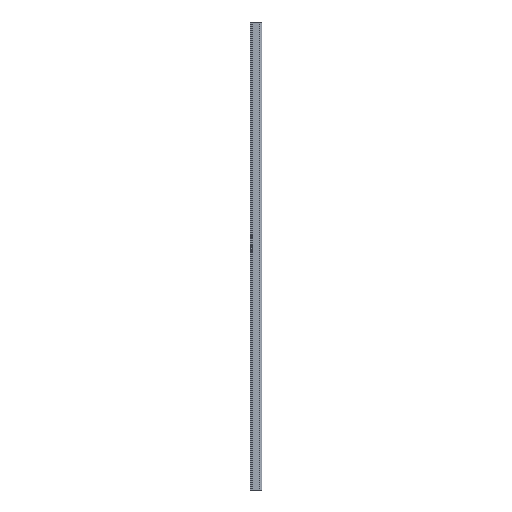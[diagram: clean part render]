
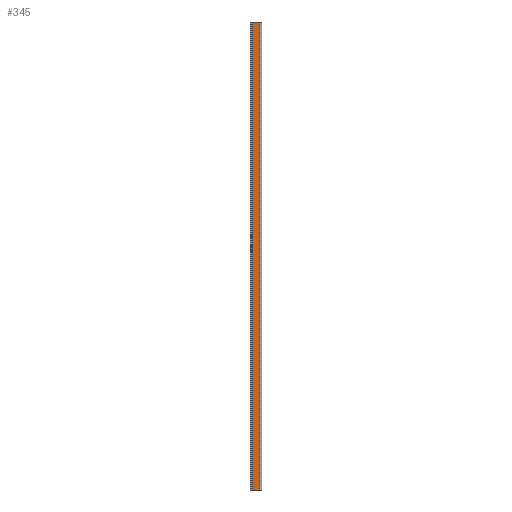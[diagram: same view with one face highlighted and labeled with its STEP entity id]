
A CAD part, front view. The second image highlights one B-rep face of the part: STEP entity #345.
In plain terms, the highlighted planar face has unit normal (0, -1, 0).
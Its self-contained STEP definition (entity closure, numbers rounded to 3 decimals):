
#8 = VECTOR ( 'NONE', #2060, 1000. ) ;
#78 = ORIENTED_EDGE ( 'NONE', *, *, #1067, .F. ) ;
#89 = VERTEX_POINT ( 'NONE', #2324 ) ;
#203 = DIRECTION ( 'NONE',  ( 1., 0., 0. ) ) ;
#283 = VECTOR ( 'NONE', #930, 1000. ) ;
#345 = ADVANCED_FACE ( 'NONE', ( #1923 ), #2255, .F. ) ;
#397 = CARTESIAN_POINT ( 'NONE',  ( 0., -13.5, 300.038 ) ) ;
#452 = EDGE_CURVE ( 'NONE', #959, #1616, #1214, .T. ) ;
#692 = DIRECTION ( 'NONE',  ( -1., 0., 0. ) ) ;
#919 = LINE ( 'NONE', #397, #2291 ) ;
#930 = DIRECTION ( 'NONE',  ( 1., 0., 0. ) ) ;
#959 = VERTEX_POINT ( 'NONE', #1006 ) ;
#1006 = CARTESIAN_POINT ( 'NONE',  ( -6.25, -13.5, 0. ) ) ;
#1062 = DIRECTION ( 'NONE',  ( 0., 0., 1. ) ) ;
#1064 = VERTEX_POINT ( 'NONE', #2134 ) ;
#1067 = EDGE_CURVE ( 'NONE', #89, #1064, #919, .T. ) ;
#1106 = EDGE_CURVE ( 'NONE', #1616, #1064, #1876, .T. ) ;
#1148 = DIRECTION ( 'NONE',  ( 0., 1., 0. ) ) ;
#1179 = EDGE_LOOP ( 'NONE', ( #2655, #1815, #78, #2368 ) ) ;
#1214 = LINE ( 'NONE', #2015, #283 ) ;
#1517 = AXIS2_PLACEMENT_3D ( 'NONE', #2217, #1148, #692 ) ;
#1527 = CARTESIAN_POINT ( 'NONE',  ( -1.25, -13.5, 300.038 ) ) ;
#1551 = EDGE_CURVE ( 'NONE', #89, #959, #1905, .T. ) ;
#1616 = VERTEX_POINT ( 'NONE', #2087 ) ;
#1815 = ORIENTED_EDGE ( 'NONE', *, *, #1106, .T. ) ;
#1850 = CARTESIAN_POINT ( 'NONE',  ( -6.25, -13.5, 0. ) ) ;
#1876 = LINE ( 'NONE', #1527, #2540 ) ;
#1905 = LINE ( 'NONE', #1850, #8 ) ;
#1923 = FACE_OUTER_BOUND ( 'NONE', #1179, .T. ) ;
#2015 = CARTESIAN_POINT ( 'NONE',  ( 0., -13.5, 0. ) ) ;
#2060 = DIRECTION ( 'NONE',  ( 0., 0., -1. ) ) ;
#2087 = CARTESIAN_POINT ( 'NONE',  ( -1.25, -13.5, 0. ) ) ;
#2134 = CARTESIAN_POINT ( 'NONE',  ( -1.25, -13.5, 300.038 ) ) ;
#2217 = CARTESIAN_POINT ( 'NONE',  ( 0., -13.5, 300.038 ) ) ;
#2255 = PLANE ( 'NONE',  #1517 ) ;
#2291 = VECTOR ( 'NONE', #203, 1000. ) ;
#2324 = CARTESIAN_POINT ( 'NONE',  ( -6.25, -13.5, 300.038 ) ) ;
#2368 = ORIENTED_EDGE ( 'NONE', *, *, #1551, .T. ) ;
#2540 = VECTOR ( 'NONE', #1062, 1000. ) ;
#2655 = ORIENTED_EDGE ( 'NONE', *, *, #452, .T. ) ;
